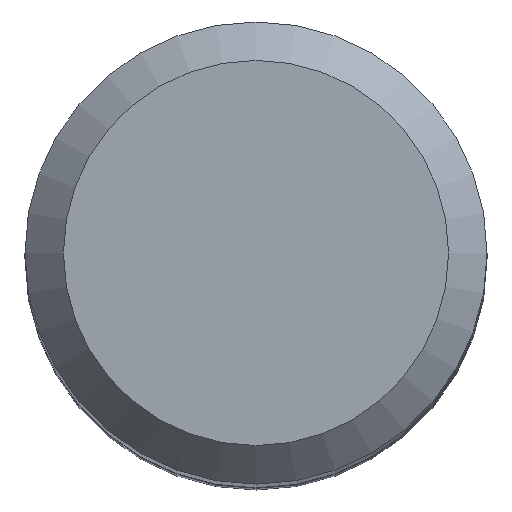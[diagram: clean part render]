
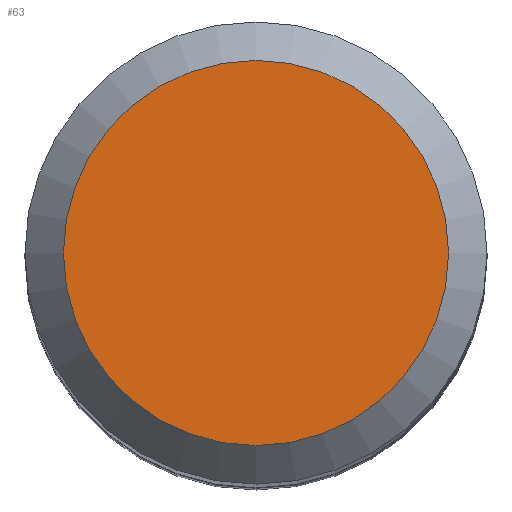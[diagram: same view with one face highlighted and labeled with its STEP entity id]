
A CAD part, top view. The second image highlights one B-rep face of the part: STEP entity #63.
In plain terms, the highlighted planar face has unit normal (0, 0, 1).
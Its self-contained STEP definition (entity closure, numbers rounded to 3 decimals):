
#54=PLANE('',#191);
#58=FACE_OUTER_BOUND('',#92,.T.);
#63=ADVANCED_FACE('',(#58),#54,.T.);
#92=EDGE_LOOP('',(#110));
#110=ORIENTED_EDGE('',*,*,#135,.F.);
#126=VERTEX_POINT('',#275);
#135=EDGE_CURVE('',#126,#126,#144,.T.);
#144=CIRCLE('',#188,5.);
#188=AXIS2_PLACEMENT_3D('',#274,#215,#216);
#191=AXIS2_PLACEMENT_3D('',#279,#221,#222);
#215=DIRECTION('',(0.,0.,-1.));
#216=DIRECTION('',(-1.,0.,0.));
#221=DIRECTION('',(0.,0.,1.));
#222=DIRECTION('',(1.,0.,0.));
#274=CARTESIAN_POINT('',(0.,0.,0.));
#275=CARTESIAN_POINT('',(-5.,0.,0.));
#279=CARTESIAN_POINT('',(5.,0.,0.));
